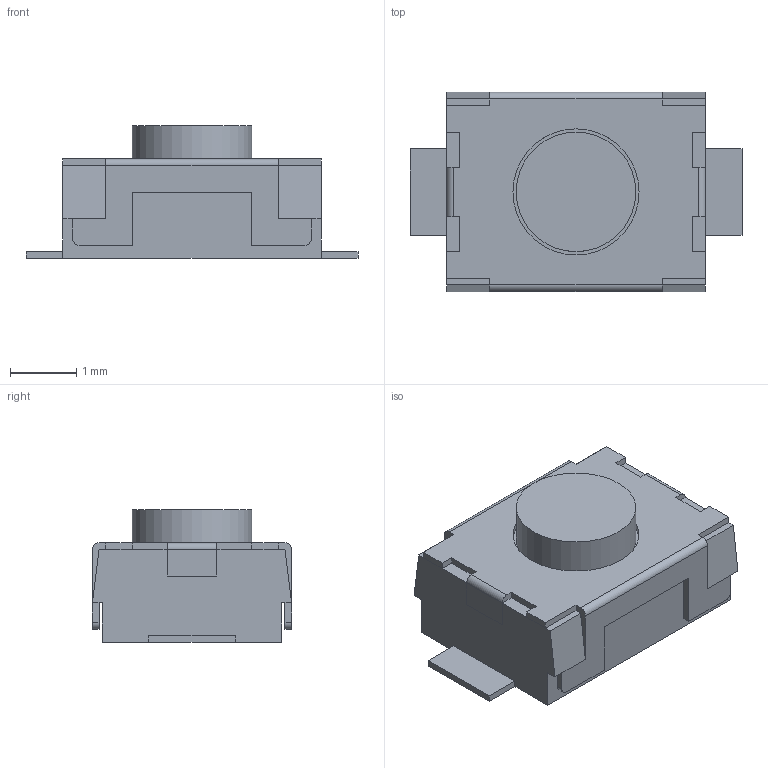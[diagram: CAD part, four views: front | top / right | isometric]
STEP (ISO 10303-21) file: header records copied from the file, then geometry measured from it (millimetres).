
FILE_DESCRIPTION(/* description */ ('model of SW_SPST_TS-1088-xR020'),/* implementation_level */ '2;1');
FILE_NAME(/* name */ 'SW_SPST_TS-1088-xR020.step',/* time_stamp */ '1970-01-01T00:00:00',/* author */ ('KiCAD','kicad'),/* organization */ ('OCCT'),/* preprocessor_version */ '',/* originating_system */ 'KiCAD',/* authorisation */ '');
FILE_SCHEMA(('AUTOMOTIVE_DESIGN { 1 0 10303 214 1 1 1 1 }'));
Length unit declared in the file: millimetre
Products named in the file (1): SW_SPST_TS-1088-xR020
Bounding box: 5 x 3 x 2 mm (x, y, z)
Volume: 17.8 mm3; surface area: 59.3 mm2
Topology: 1 solids, 1 shells, 94 faces, 258 edges, 164 vertices
Faces by surface type: plane 84, cylinder 10
Full cylindrical faces by diameter (mm): 1.8 x1, 1.9 x1
Entity records: 1950 total; most frequent: ORIENTED_EDGE 380, EDGE_CURVE 258, CARTESIAN_POINT 230, LINE 216, VERTEX_POINT 164, AXIS2_PLACEMENT_3D 97, FACE_BOUND 96, EDGE_LOOP 96
